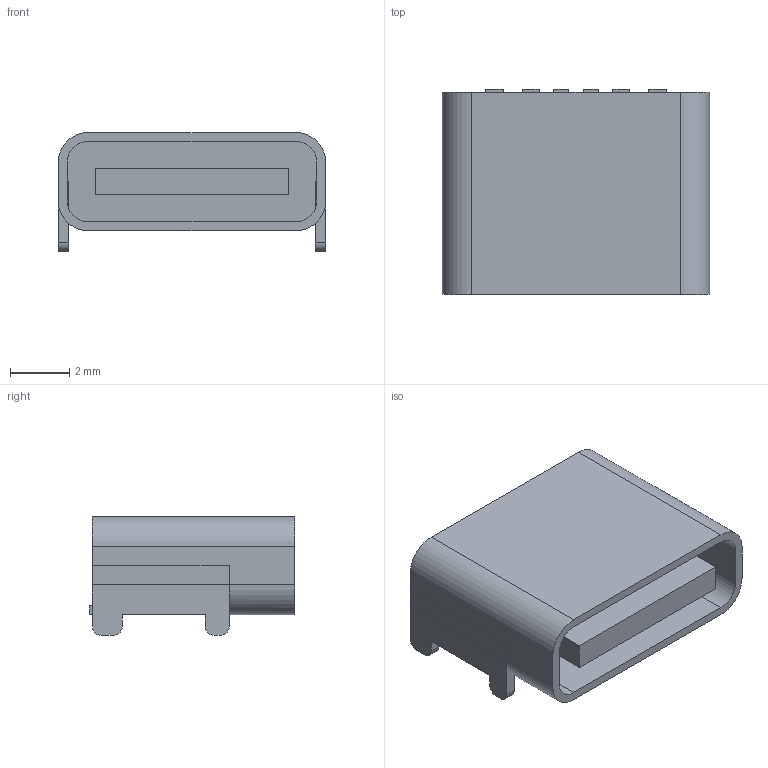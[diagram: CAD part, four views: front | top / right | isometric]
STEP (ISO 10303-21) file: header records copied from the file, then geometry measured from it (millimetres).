
FILE_DESCRIPTION(('FreeCAD Model'),'2;1');
FILE_NAME('Open CASCADE Shape Model','2025-05-18T12:38:45',('Author'),( ''),'Open CASCADE STEP processor 7.8','FreeCAD','Unknown');
FILE_SCHEMA(('AUTOMOTIVE_DESIGN { 1 0 10303 214 1 1 1 1 }'));
Length unit declared in the file: millimetre
Products named in the file (7): Unnamed; DatumPlane004; Case; XZ-плоскость002; Pads001; Contacts; Pads
Assembly tree (6 placements, depth 2):
  Unnamed
    DatumPlane004
    Case
    XZ-плоскость002
    Pads001
    Contacts
    Pads
Bounding box: 9 x 6.9 x 4 mm (x, y, z)
Volume: 125.5 mm3; surface area: 419.7 mm2
Topology: 4 solids, 4 shells, 84 faces, 222 edges, 148 vertices
Faces by surface type: plane 66, cylinder 18
Entity records: 2738 total; most frequent: CARTESIAN_POINT 461, ORIENTED_EDGE 444, DIRECTION 442, EDGE_CURVE 222, LINE 184, VECTOR 184, VERTEX_POINT 148, AXIS2_PLACEMENT_3D 129
